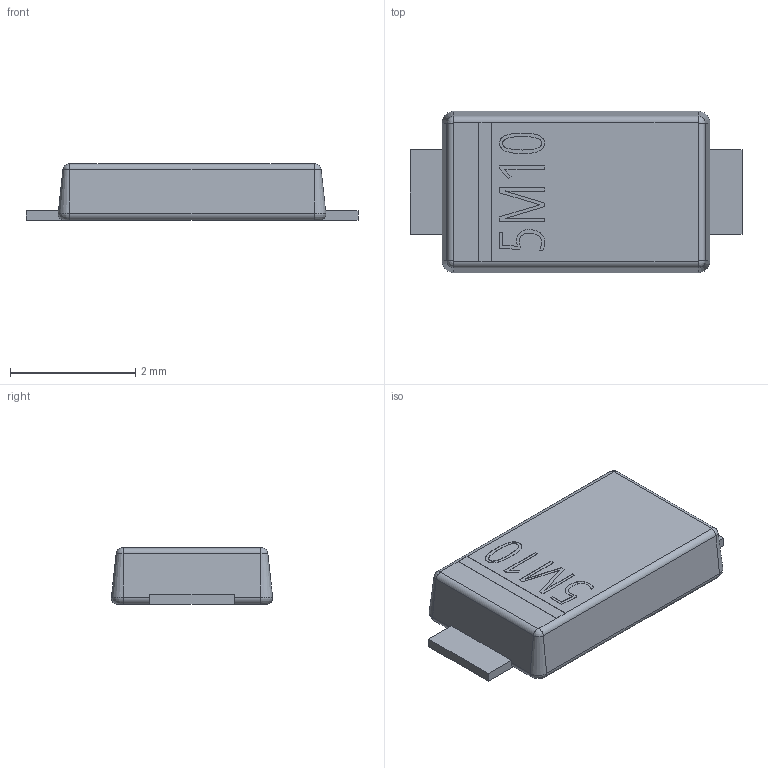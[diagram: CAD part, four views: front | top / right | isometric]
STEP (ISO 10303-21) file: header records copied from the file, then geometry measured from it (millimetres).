
FILE_DESCRIPTION(('FreeCAD Model'),'2;1');
FILE_NAME( 'VSSAF5M10 (DO-221AC).step' ,'2020-08-27T13:03:30',('Author'),(''), 'Open CASCADE STEP processor 7.3','FreeCAD','Unknown');
FILE_SCHEMA(('AUTOMOTIVE_DESIGN { 1 0 10303 214 1 1 1 1 }'));
Length unit declared in the file: millimetre
Products named in the file (4): VSSAF5M10(DO-221AC); Body; Pin1; Pin2
Assembly tree (3 placements, depth 2):
  VSSAF5M10(DO-221AC)
    Body
    Pin1
    Pin2
Bounding box: 5.3 x 2.58 x 0.9 mm (x, y, z)
Volume: 9.6 mm3; surface area: 39 mm2
Topology: 3 solids, 3 shells, 132 faces, 343 edges, 222 vertices
Faces by surface type: plane 67, extrusion 43, cylinder 10, revolution 8, cone 4
Entity records: 9664 total; most frequent: CARTESIAN_POINT 2137, DIRECTION 1074, VECTOR 820, LINE 777, ORIENTED_EDGE 686, PCURVE 686, DEFINITIONAL_REPRESENTATION 686, EDGE_CURVE 343
